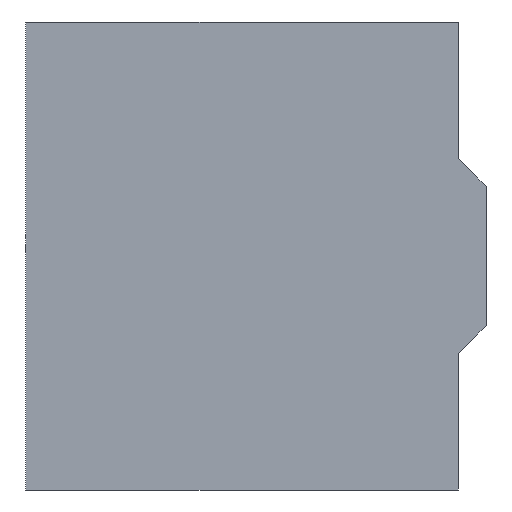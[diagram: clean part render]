
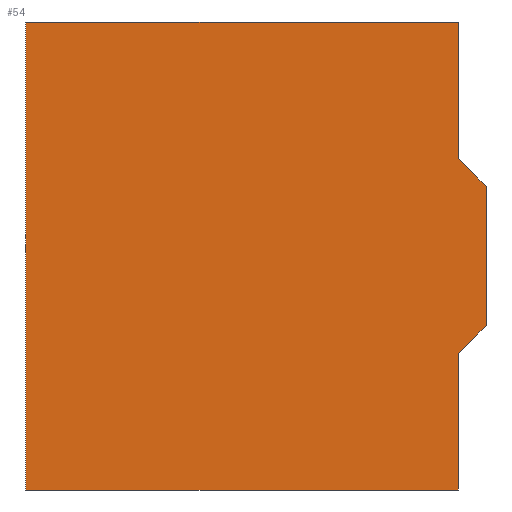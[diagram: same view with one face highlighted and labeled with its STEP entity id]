
A CAD part, front view. The second image highlights one B-rep face of the part: STEP entity #54.
In plain terms, the highlighted planar face has unit normal (0, -1, 0).
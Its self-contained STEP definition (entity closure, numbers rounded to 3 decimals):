
#2 = CARTESIAN_POINT ( 'NONE',  ( 155., -2., -70. ) ) ;
#4 = CARTESIAN_POINT ( 'NONE',  ( 155., -2., 167.726 ) ) ;
#6 = VERTEX_POINT ( 'NONE', #27 ) ;
#7 = PLANE ( 'NONE',  #353 ) ;
#8 = EDGE_CURVE ( 'NONE', #6, #299, #272, .T. ) ;
#17 = LINE ( 'NONE', #4, #298 ) ;
#27 = CARTESIAN_POINT ( 'NONE',  ( 175., -2., -50. ) ) ;
#36 = CARTESIAN_POINT ( 'NONE',  ( -155., -2., 167.726 ) ) ;
#37 = CARTESIAN_POINT ( 'NONE',  ( 0., -2., 0. ) ) ;
#38 = CARTESIAN_POINT ( 'NONE',  ( -155., -2., -167.726 ) ) ;
#42 = EDGE_CURVE ( 'NONE', #309, #6, #335, .T. ) ;
#44 = ORIENTED_EDGE ( 'NONE', *, *, #201, .F. ) ;
#46 = EDGE_CURVE ( 'NONE', #299, #134, #150, .T. ) ;
#54 = ADVANCED_FACE ( 'NONE', ( #72 ), #7, .T. ) ;
#57 = EDGE_LOOP ( 'NONE', ( #283, #91, #230, #119, #177, #44, #244, #313 ) ) ;
#72 = FACE_OUTER_BOUND ( 'NONE', #57, .T. ) ;
#81 = VECTOR ( 'NONE', #237, 1000. ) ;
#87 = EDGE_CURVE ( 'NONE', #206, #324, #17, .T. ) ;
#88 = CARTESIAN_POINT ( 'NONE',  ( 155., -2., -167.726 ) ) ;
#89 = CARTESIAN_POINT ( 'NONE',  ( -155., -2., 167.726 ) ) ;
#91 = ORIENTED_EDGE ( 'NONE', *, *, #8, .F. ) ;
#98 = CARTESIAN_POINT ( 'NONE',  ( 175., -2., 50. ) ) ;
#111 = VECTOR ( 'NONE', #148, 1000. ) ;
#118 = VECTOR ( 'NONE', #325, 1000. ) ;
#119 = ORIENTED_EDGE ( 'NONE', *, *, #276, .F. ) ;
#134 = VERTEX_POINT ( 'NONE', #88 ) ;
#147 = CARTESIAN_POINT ( 'NONE',  ( -155., -2., -167.726 ) ) ;
#148 = DIRECTION ( 'NONE',  ( 1., 0., 0. ) ) ;
#150 = LINE ( 'NONE', #2, #118 ) ;
#151 = DIRECTION ( 'NONE',  ( 0., 0., -1. ) ) ;
#154 = DIRECTION ( 'NONE',  ( 0.707, 0., -0.707 ) ) ;
#171 = VECTOR ( 'NONE', #151, 1000. ) ;
#172 = VERTEX_POINT ( 'NONE', #264 ) ;
#174 = DIRECTION ( 'NONE',  ( -0.707, 0., -0.707 ) ) ;
#177 = ORIENTED_EDGE ( 'NONE', *, *, #87, .F. ) ;
#201 = EDGE_CURVE ( 'NONE', #172, #206, #290, .T. ) ;
#206 = VERTEX_POINT ( 'NONE', #321 ) ;
#207 = EDGE_CURVE ( 'NONE', #212, #172, #277, .T. ) ;
#212 = VERTEX_POINT ( 'NONE', #147 ) ;
#226 = LINE ( 'NONE', #98, #270 ) ;
#230 = ORIENTED_EDGE ( 'NONE', *, *, #42, .F. ) ;
#237 = DIRECTION ( 'NONE',  ( 0., 0., 1. ) ) ;
#239 = DIRECTION ( 'NONE',  ( 0., -1., 0. ) ) ;
#244 = ORIENTED_EDGE ( 'NONE', *, *, #207, .F. ) ;
#260 = CARTESIAN_POINT ( 'NONE',  ( 175., -2., -50. ) ) ;
#264 = CARTESIAN_POINT ( 'NONE',  ( -155., -2., 167.726 ) ) ;
#269 = DIRECTION ( 'NONE',  ( 0., 0., -1. ) ) ;
#270 = VECTOR ( 'NONE', #154, 1000. ) ;
#272 = LINE ( 'NONE', #260, #315 ) ;
#275 = DIRECTION ( 'NONE',  ( -1., 0., 0. ) ) ;
#276 = EDGE_CURVE ( 'NONE', #324, #309, #226, .T. ) ;
#277 = LINE ( 'NONE', #89, #81 ) ;
#283 = ORIENTED_EDGE ( 'NONE', *, *, #46, .F. ) ;
#290 = LINE ( 'NONE', #36, #111 ) ;
#291 = EDGE_CURVE ( 'NONE', #134, #212, #358, .T. ) ;
#298 = VECTOR ( 'NONE', #300, 1000. ) ;
#299 = VERTEX_POINT ( 'NONE', #326 ) ;
#300 = DIRECTION ( 'NONE',  ( 0., 0., -1. ) ) ;
#304 = CARTESIAN_POINT ( 'NONE',  ( 175., -2., 50. ) ) ;
#309 = VERTEX_POINT ( 'NONE', #304 ) ;
#313 = ORIENTED_EDGE ( 'NONE', *, *, #291, .F. ) ;
#315 = VECTOR ( 'NONE', #174, 1000. ) ;
#317 = CARTESIAN_POINT ( 'NONE',  ( 175., -2., -50. ) ) ;
#321 = CARTESIAN_POINT ( 'NONE',  ( 155., -2., 167.726 ) ) ;
#324 = VERTEX_POINT ( 'NONE', #354 ) ;
#325 = DIRECTION ( 'NONE',  ( 0., 0., -1. ) ) ;
#326 = CARTESIAN_POINT ( 'NONE',  ( 155., -2., -70. ) ) ;
#335 = LINE ( 'NONE', #317, #171 ) ;
#353 = AXIS2_PLACEMENT_3D ( 'NONE', #37, #239, #269 ) ;
#354 = CARTESIAN_POINT ( 'NONE',  ( 155., -2., 70. ) ) ;
#358 = LINE ( 'NONE', #38, #365 ) ;
#365 = VECTOR ( 'NONE', #275, 1000. ) ;
